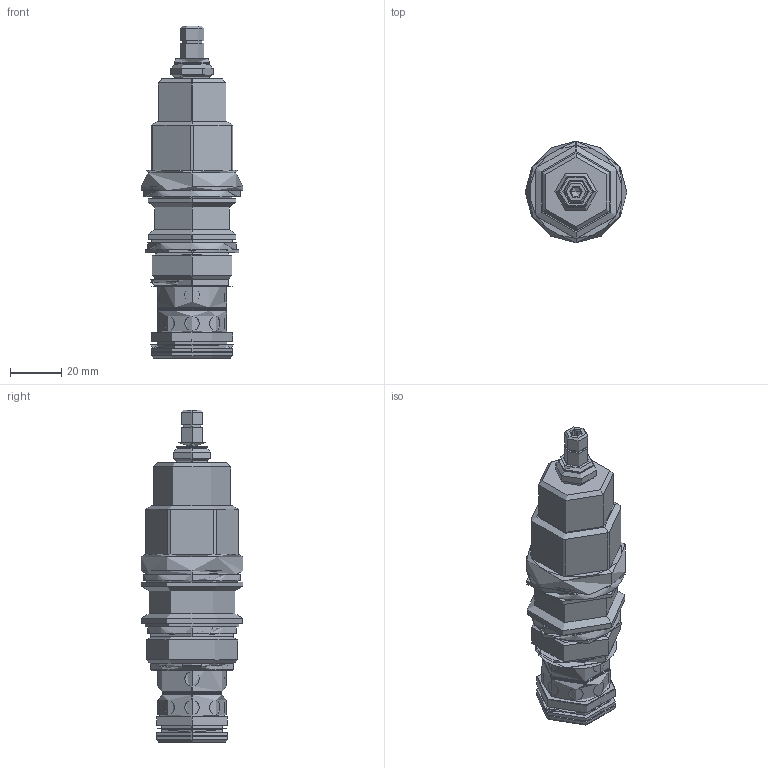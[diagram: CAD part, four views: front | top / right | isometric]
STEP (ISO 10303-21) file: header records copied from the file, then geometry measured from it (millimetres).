
FILE_DESCRIPTION((''),'2;1');
FILE_NAME('LOHCLDN_SW','2022-01-24T15:08:07',('SigMax'),(''),'CREO PARAMETRIC BY PTC INC, 2021072','CREO PARAMETRIC BY PTC INC, 2021072','');
FILE_SCHEMA(('CONFIG_CONTROL_DESIGN'));
Length unit declared in the file: inch
Products named in the file (1): LOHCLDN_SW
Bounding box: 39.6 x 39.6 x 129.39 mm (x, y, z)
Topology: 0 solids, 0 shells, 274 faces, 1262 edges, 1242 vertices
Faces by surface type: cylinder 121, plane 61, cone 52, torus 30, revolution 10
Entity records: 24282 total; most frequent: CARTESIAN_POINT 12590, DIRECTION 2212, TRIMMED_CURVE 1394, DEFINITIONAL_REPRESENTATION 1224, PCURVE 1224, COMPOSITE_CURVE_SEGMENT 1224, VECTOR 1114, LINE 1114
